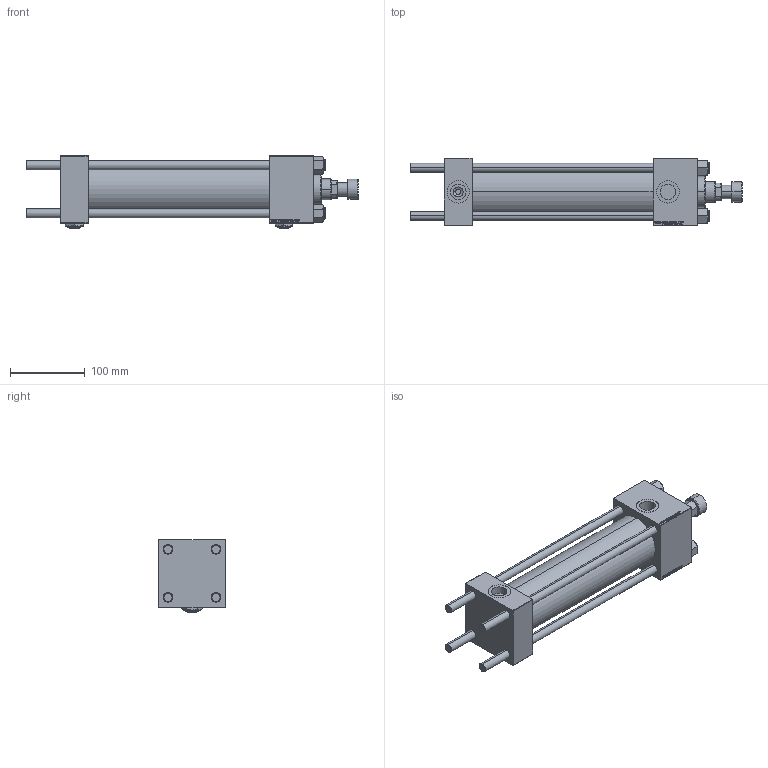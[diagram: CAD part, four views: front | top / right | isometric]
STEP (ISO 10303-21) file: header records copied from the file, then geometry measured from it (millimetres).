
FILE_DESCRIPTION (( 'STEP AP203' ), '1' );
FILE_NAME ('dd6f.STEP', '2023-08-23T01:42:46', ( '' ), ( '' ), 'SwSTEP 2.0', 'SolidWorks 2019', '' );
FILE_SCHEMA (( 'CONFIG_CONTROL_DESIGN' ));
Length unit declared in the file: millimetre
Products named in the file (8): dd6f; NUT_M5 5f2b6e4f7d9ebcd5e4127533b13650ef; V215CR_ROD_END_F 5f2b6e4f7d9ebcd5e4127533b13650ef; V215CR_BODY_A 5f2b6e4f7d9ebcd5e4127533b13650ef; CR025_012_A_0_G_A_G_M_020_+#_##_TYCINKA 5f2b6e4f7d9ebcd5e4127533b13650ef; V215CR_VCP 5f2b6e4f7d9ebcd5e4127533b13650ef; V215_VC_A 5f2b6e4f7d9ebcd5e4127533b13650ef; Zatka_pro_OIL_PORT 5f2b6e4f7d9ebcd5e4127533b13650ef
Assembly tree (14 placements, depth 2):
  dd6f
    V215CR_BODY_A 5f2b6e4f7d9ebcd5e4127533b13650ef
    CR025_012_A_0_G_A_G_M_020_+#_##_TYCINKA 5f2b6e4f7d9ebcd5e4127533b13650ef  x4
    NUT_M5 5f2b6e4f7d9ebcd5e4127533b13650ef  x4
    V215CR_VCP 5f2b6e4f7d9ebcd5e4127533b13650ef
    V215_VC_A 5f2b6e4f7d9ebcd5e4127533b13650ef
    V215CR_ROD_END_F 5f2b6e4f7d9ebcd5e4127533b13650ef
    Zatka_pro_OIL_PORT 5f2b6e4f7d9ebcd5e4127533b13650ef  x2
Bounding box: 444 x 90 x 97 mm (x, y, z)
Volume: 1295793.9 mm3; surface area: 322889 mm2
Topology: 14 solids, 14 shells, 1247 faces, 3110 edges, 2008 vertices
Faces by surface type: plane 571, bspline 392, cone 180, cylinder 92, torus 12
Entity records: 52320 total; most frequent: CARTESIAN_POINT 27667, ORIENTED_EDGE 5520, DIRECTION 3564, EDGE_CURVE 2760, VERTEX_POINT 1806, VECTOR 1638, LINE 1638, EDGE_LOOP 1222
